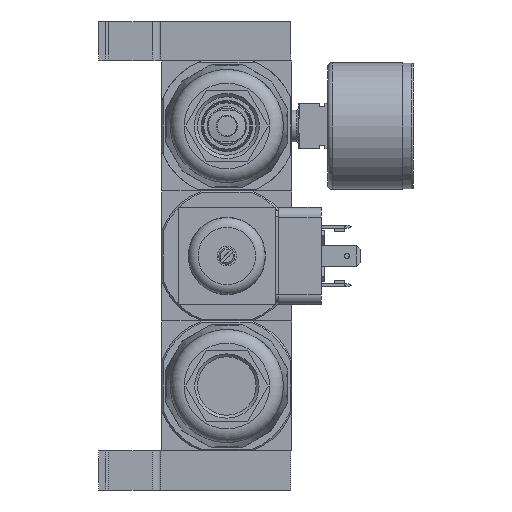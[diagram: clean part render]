
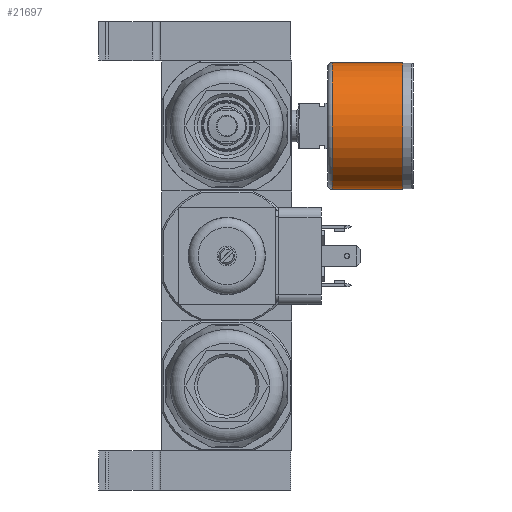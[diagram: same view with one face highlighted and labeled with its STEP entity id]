
A CAD part, front view. The second image highlights one B-rep face of the part: STEP entity #21697.
In plain terms, the highlighted cylindrical face has radius 19.5 mm (diameter 39 mm), a full revolution.
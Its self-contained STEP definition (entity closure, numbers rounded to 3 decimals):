
#851=CYLINDRICAL_SURFACE('',#30409,19.5);
#1641=CIRCLE('',#30408,19.5);
#1642=CIRCLE('',#30410,19.5);
#4588=ORIENTED_EDGE('',*,*,#9697,.F.);
#4589=ORIENTED_EDGE('',*,*,#9698,.T.);
#9697=EDGE_CURVE('',#12472,#12472,#1641,.T.);
#9698=EDGE_CURVE('',#12473,#12473,#1642,.T.);
#12472=VERTEX_POINT('',#41388);
#12473=VERTEX_POINT('',#41391);
#17659=EDGE_LOOP('',(#4588));
#17660=EDGE_LOOP('',(#4589));
#19388=FACE_BOUND('',#17659,.T.);
#19389=FACE_BOUND('',#17660,.T.);
#21697=ADVANCED_FACE('',(#19388,#19389),#851,.T.);
#30408=AXIS2_PLACEMENT_3D('',#41387,#34362,#34363);
#30409=AXIS2_PLACEMENT_3D('',#41389,#34364,#34365);
#30410=AXIS2_PLACEMENT_3D('',#41390,#34366,#34367);
#34362=DIRECTION('',(1.,0.,0.));
#34363=DIRECTION('',(0.,0.,-1.));
#34364=DIRECTION('',(1.,0.,0.));
#34365=DIRECTION('',(0.,0.,-1.));
#34366=DIRECTION('',(1.,0.,0.));
#34367=DIRECTION('',(0.,0.,-1.));
#41387=CARTESIAN_POINT('',(-3.2,0.,0.));
#41388=CARTESIAN_POINT('',(-3.2,0.,-19.5));
#41389=CARTESIAN_POINT('',(0.,0.,0.));
#41390=CARTESIAN_POINT('',(-24.85,0.,0.));
#41391=CARTESIAN_POINT('',(-24.85,0.,-19.5));
